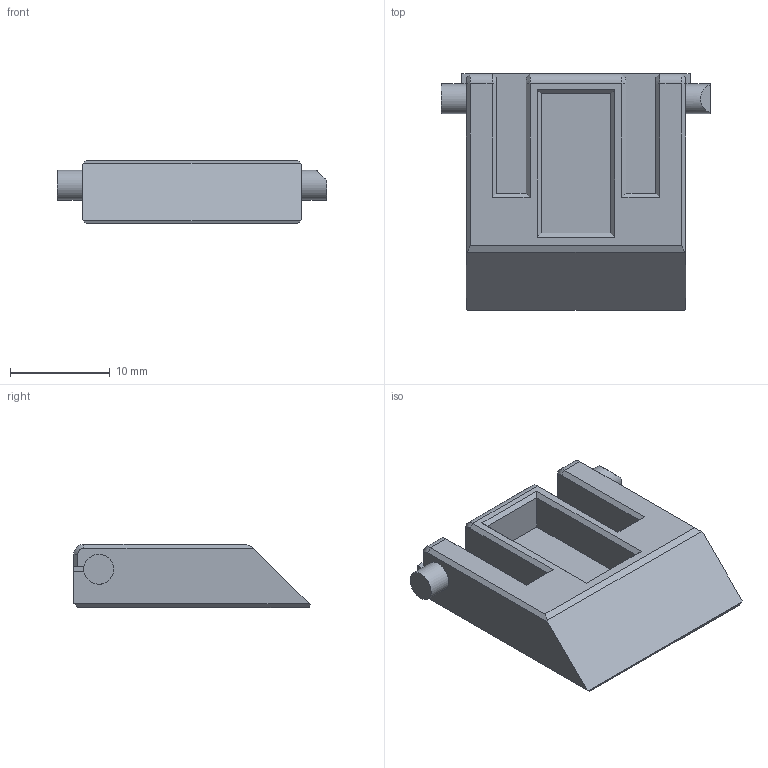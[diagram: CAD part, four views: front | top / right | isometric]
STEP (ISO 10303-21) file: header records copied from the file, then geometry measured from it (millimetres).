
FILE_DESCRIPTION(('FreeCAD Model'),'2;1');
FILE_NAME('Open CASCADE Shape Model','2024-03-23T17:20:16',(''),(''), 'Open CASCADE STEP processor 7.6','FreeCAD','Unknown');
FILE_SCHEMA(('AUTOMOTIVE_DESIGN { 1 0 10303 214 1 1 1 1 }'));
Length unit declared in the file: millimetre
Products named in the file (1): Body
Bounding box: 27 x 23.72 x 6.35 mm (x, y, z)
Volume: 2240.8 mm3; surface area: 1854.2 mm2
Topology: 1 solids, 1 shells, 64 faces, 164 edges, 103 vertices
Faces by surface type: plane 53, cone 6, cylinder 5
Full cylindrical faces by diameter (mm): 3 x2
Entity records: 1921 total; most frequent: CARTESIAN_POINT 332, ORIENTED_EDGE 328, DIRECTION 317, EDGE_CURVE 164, LINE 141, VECTOR 141, VERTEX_POINT 103, AXIS2_PLACEMENT_3D 88
